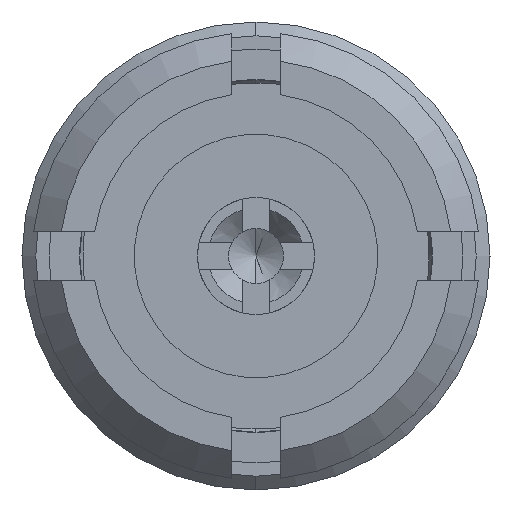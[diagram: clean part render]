
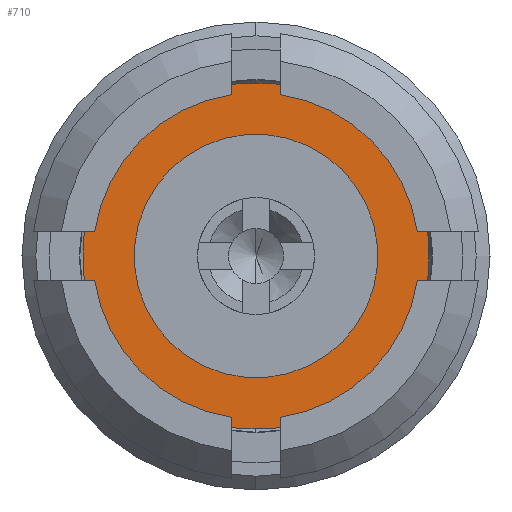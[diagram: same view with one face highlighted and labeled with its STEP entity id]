
A CAD part, left-side view. The second image highlights one B-rep face of the part: STEP entity #710.
In plain terms, the highlighted face is planar.
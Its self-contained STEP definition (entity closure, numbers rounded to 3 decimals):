
#120 = DIRECTION ( 'NONE',  ( 0., 0., 1. ) ) ;
#444 = AXIS2_PLACEMENT_3D ( 'NONE', #1807, #6504, #3443 ) ;
#657 = CIRCLE ( 'NONE', #5190, 0.885 ) ;
#696 = EDGE_CURVE ( 'NONE', #5580, #2633, #2137, .T. ) ;
#710 = ADVANCED_FACE ( 'NONE', ( #1895, #1817 ), #2070, .F. ) ;
#732 = EDGE_LOOP ( 'NONE', ( #1683, #1357 ) ) ;
#789 = DIRECTION ( 'NONE',  ( 0., 0., 1. ) ) ;
#1126 = AXIS2_PLACEMENT_3D ( 'NONE', #5170, #3769, #3686 ) ;
#1184 = VERTEX_POINT ( 'NONE', #5131 ) ;
#1357 = ORIENTED_EDGE ( 'NONE', *, *, #2298, .T. ) ;
#1615 = DIRECTION ( 'NONE',  ( 0.996, 0.087, 0. ) ) ;
#1683 = ORIENTED_EDGE ( 'NONE', *, *, #4934, .T. ) ;
#1797 = EDGE_LOOP ( 'NONE', ( #3747, #3870 ) ) ;
#1807 = CARTESIAN_POINT ( 'NONE',  ( 0., 0., 4.025 ) ) ;
#1817 = FACE_OUTER_BOUND ( 'NONE', #732, .T. ) ;
#1895 = FACE_BOUND ( 'NONE', #1797, .T. ) ;
#2070 = PLANE ( 'NONE',  #1126 ) ;
#2137 = CIRCLE ( 'NONE', #5160, 0.885 ) ;
#2298 = EDGE_CURVE ( 'NONE', #3860, #1184, #3716, .T. ) ;
#2447 = CIRCLE ( 'NONE', #444, 1.26 ) ;
#2633 = VERTEX_POINT ( 'NONE', #5619 ) ;
#3443 = DIRECTION ( 'NONE',  ( 0.996, 0.087, 0. ) ) ;
#3686 = DIRECTION ( 'NONE',  ( -0.996, -0.087, 0. ) ) ;
#3710 = DIRECTION ( 'NONE',  ( 0., 0., 1. ) ) ;
#3716 = CIRCLE ( 'NONE', #3938, 1.26 ) ;
#3747 = ORIENTED_EDGE ( 'NONE', *, *, #696, .F. ) ;
#3769 = DIRECTION ( 'NONE',  ( 0., 0., -1. ) ) ;
#3860 = VERTEX_POINT ( 'NONE', #6024 ) ;
#3870 = ORIENTED_EDGE ( 'NONE', *, *, #5191, .F. ) ;
#3938 = AXIS2_PLACEMENT_3D ( 'NONE', #3939, #789, #5938 ) ;
#3939 = CARTESIAN_POINT ( 'NONE',  ( 0., 0., 4.025 ) ) ;
#4082 = CARTESIAN_POINT ( 'NONE',  ( 0.882, 0.077, 4.025 ) ) ;
#4174 = CARTESIAN_POINT ( 'NONE',  ( 0., 0., 4.025 ) ) ;
#4708 = CARTESIAN_POINT ( 'NONE',  ( 0., 0., 4.025 ) ) ;
#4934 = EDGE_CURVE ( 'NONE', #1184, #3860, #2447, .T. ) ;
#5131 = CARTESIAN_POINT ( 'NONE',  ( 1.255, 0.11, 4.025 ) ) ;
#5160 = AXIS2_PLACEMENT_3D ( 'NONE', #4708, #3710, #5711 ) ;
#5170 = CARTESIAN_POINT ( 'NONE',  ( -0.11, 1.255, 4.025 ) ) ;
#5190 = AXIS2_PLACEMENT_3D ( 'NONE', #4174, #120, #1615 ) ;
#5191 = EDGE_CURVE ( 'NONE', #2633, #5580, #657, .T. ) ;
#5580 = VERTEX_POINT ( 'NONE', #4082 ) ;
#5619 = CARTESIAN_POINT ( 'NONE',  ( -0.882, -0.077, 4.025 ) ) ;
#5711 = DIRECTION ( 'NONE',  ( 0.996, 0.087, 0. ) ) ;
#5938 = DIRECTION ( 'NONE',  ( 0.996, 0.087, 0. ) ) ;
#6024 = CARTESIAN_POINT ( 'NONE',  ( -1.255, -0.11, 4.025 ) ) ;
#6504 = DIRECTION ( 'NONE',  ( 0., 0., 1. ) ) ;
